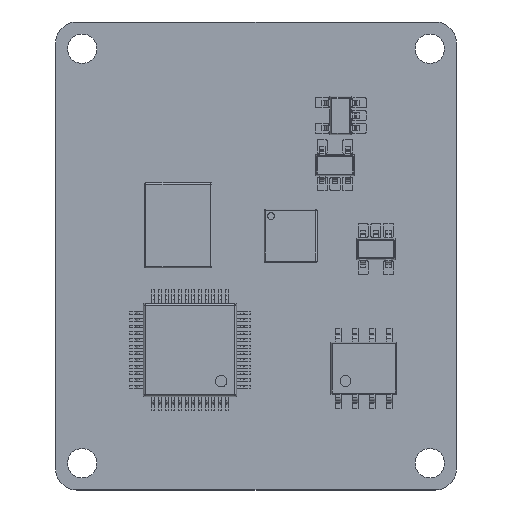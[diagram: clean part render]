
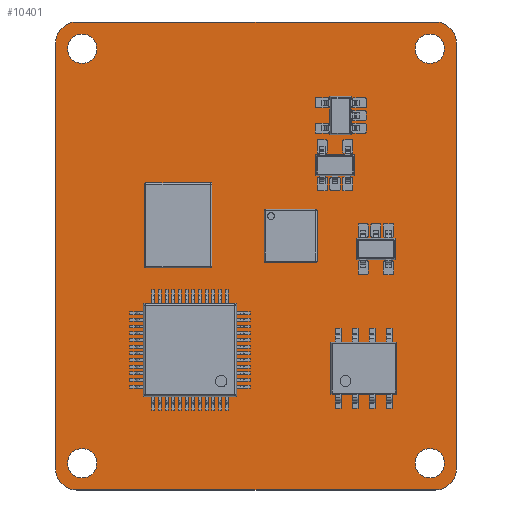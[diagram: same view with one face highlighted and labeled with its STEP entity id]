
A CAD part, top view. The second image highlights one B-rep face of the part: STEP entity #10401.
In plain terms, the highlighted planar face has unit normal (0, 0, 1).
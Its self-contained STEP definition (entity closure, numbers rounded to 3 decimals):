
#400=FACE_BOUND('',#2519,.T.);
#401=FACE_BOUND('',#2520,.T.);
#402=FACE_BOUND('',#2521,.T.);
#403=FACE_BOUND('',#2522,.T.);
#744=CIRCLE('',#11771,1.6);
#745=CIRCLE('',#11774,1.6);
#746=CIRCLE('',#11775,1.6);
#747=CIRCLE('',#11776,1.6);
#748=CIRCLE('',#11777,1.1);
#749=CIRCLE('',#11778,1.1);
#750=CIRCLE('',#11779,1.1);
#751=CIRCLE('',#11780,1.1);
#1929=FACE_OUTER_BOUND('',#2518,.T.);
#2518=EDGE_LOOP('',(#9388,#9389,#9390,#9391,#9392,#9393,#9394,#9395));
#2519=EDGE_LOOP('',(#9396));
#2520=EDGE_LOOP('',(#9397));
#2521=EDGE_LOOP('',(#9398));
#2522=EDGE_LOOP('',(#9399));
#3514=LINE('',#18905,#4508);
#3517=LINE('',#18911,#4511);
#3518=LINE('',#18915,#4512);
#3519=LINE('',#18919,#4513);
#4508=VECTOR('',#14759,10.);
#4511=VECTOR('',#14764,10.);
#4512=VECTOR('',#14767,10.);
#4513=VECTOR('',#14770,10.);
#5361=VERTEX_POINT('',#18898);
#5362=VERTEX_POINT('',#18900);
#5363=VERTEX_POINT('',#18904);
#5365=VERTEX_POINT('',#18910);
#5366=VERTEX_POINT('',#18912);
#5367=VERTEX_POINT('',#18914);
#5368=VERTEX_POINT('',#18916);
#5369=VERTEX_POINT('',#18918);
#5370=VERTEX_POINT('',#18921);
#5371=VERTEX_POINT('',#18923);
#5372=VERTEX_POINT('',#18925);
#5373=VERTEX_POINT('',#18927);
#6706=EDGE_CURVE('',#5361,#5362,#744,.T.);
#6708=EDGE_CURVE('',#5362,#5363,#3514,.T.);
#6711=EDGE_CURVE('',#5365,#5361,#3517,.T.);
#6712=EDGE_CURVE('',#5366,#5365,#745,.T.);
#6713=EDGE_CURVE('',#5367,#5366,#3518,.T.);
#6714=EDGE_CURVE('',#5368,#5367,#746,.T.);
#6715=EDGE_CURVE('',#5369,#5368,#3519,.T.);
#6716=EDGE_CURVE('',#5363,#5369,#747,.T.);
#6717=EDGE_CURVE('',#5370,#5370,#748,.T.);
#6718=EDGE_CURVE('',#5371,#5371,#749,.T.);
#6719=EDGE_CURVE('',#5372,#5372,#750,.T.);
#6720=EDGE_CURVE('',#5373,#5373,#751,.T.);
#9388=ORIENTED_EDGE('',*,*,#6706,.F.);
#9389=ORIENTED_EDGE('',*,*,#6711,.F.);
#9390=ORIENTED_EDGE('',*,*,#6712,.F.);
#9391=ORIENTED_EDGE('',*,*,#6713,.F.);
#9392=ORIENTED_EDGE('',*,*,#6714,.F.);
#9393=ORIENTED_EDGE('',*,*,#6715,.F.);
#9394=ORIENTED_EDGE('',*,*,#6716,.F.);
#9395=ORIENTED_EDGE('',*,*,#6708,.F.);
#9396=ORIENTED_EDGE('',*,*,#6717,.T.);
#9397=ORIENTED_EDGE('',*,*,#6718,.T.);
#9398=ORIENTED_EDGE('',*,*,#6719,.T.);
#9399=ORIENTED_EDGE('',*,*,#6720,.T.);
#9822=PLANE('',#11773);
#10401=ADVANCED_FACE('',(#1929,#400,#401,#402,#403),#9822,.T.);
#11771=AXIS2_PLACEMENT_3D('',#18901,#14754,#14755);
#11773=AXIS2_PLACEMENT_3D('',#18909,#14762,#14763);
#11774=AXIS2_PLACEMENT_3D('',#18913,#14765,#14766);
#11775=AXIS2_PLACEMENT_3D('',#18917,#14768,#14769);
#11776=AXIS2_PLACEMENT_3D('',#18920,#14771,#14772);
#11777=AXIS2_PLACEMENT_3D('',#18922,#14773,#14774);
#11778=AXIS2_PLACEMENT_3D('',#18924,#14775,#14776);
#11779=AXIS2_PLACEMENT_3D('',#18926,#14777,#14778);
#11780=AXIS2_PLACEMENT_3D('',#18928,#14779,#14780);
#14754=DIRECTION('center_axis',(0.,0.,-1.));
#14755=DIRECTION('ref_axis',(0.707,0.707,0.));
#14759=DIRECTION('',(0.,-1.,0.));
#14762=DIRECTION('center_axis',(0.,0.,1.));
#14763=DIRECTION('ref_axis',(1.,0.,0.));
#14764=DIRECTION('',(1.,0.,0.));
#14765=DIRECTION('center_axis',(0.,0.,-1.));
#14766=DIRECTION('ref_axis',(-0.707,0.707,0.));
#14767=DIRECTION('',(0.,1.,0.));
#14768=DIRECTION('center_axis',(0.,0.,-1.));
#14769=DIRECTION('ref_axis',(-0.707,-0.707,0.));
#14770=DIRECTION('',(-1.,0.,0.));
#14771=DIRECTION('center_axis',(0.,0.,-1.));
#14772=DIRECTION('ref_axis',(0.707,-0.707,0.));
#14773=DIRECTION('center_axis',(0.,0.,-1.));
#14774=DIRECTION('ref_axis',(1.,0.,0.));
#14775=DIRECTION('center_axis',(0.,0.,-1.));
#14776=DIRECTION('ref_axis',(1.,0.,0.));
#14777=DIRECTION('center_axis',(0.,0.,-1.));
#14778=DIRECTION('ref_axis',(1.,0.,0.));
#14779=DIRECTION('center_axis',(0.,0.,-1.));
#14780=DIRECTION('ref_axis',(1.,0.,0.));
#18898=CARTESIAN_POINT('',(13.4,17.5,0.));
#18900=CARTESIAN_POINT('',(15.,15.9,0.));
#18901=CARTESIAN_POINT('Origin',(13.4,15.9,0.));
#18904=CARTESIAN_POINT('',(15.,-15.9,0.));
#18905=CARTESIAN_POINT('',(15.,17.5,0.));
#18909=CARTESIAN_POINT('Origin',(0.,0.,0.));
#18910=CARTESIAN_POINT('',(-13.4,17.5,0.));
#18911=CARTESIAN_POINT('',(-15.,17.5,0.));
#18912=CARTESIAN_POINT('',(-15.,15.9,0.));
#18913=CARTESIAN_POINT('Origin',(-13.4,15.9,0.));
#18914=CARTESIAN_POINT('',(-15.,-15.9,0.));
#18915=CARTESIAN_POINT('',(-15.,-17.5,0.));
#18916=CARTESIAN_POINT('',(-13.4,-17.5,0.));
#18917=CARTESIAN_POINT('Origin',(-13.4,-15.9,0.));
#18918=CARTESIAN_POINT('',(13.4,-17.5,0.));
#18919=CARTESIAN_POINT('',(15.,-17.5,0.));
#18920=CARTESIAN_POINT('Origin',(13.4,-15.9,0.));
#18921=CARTESIAN_POINT('',(-14.1,15.5,0.));
#18922=CARTESIAN_POINT('Origin',(-13.,15.5,0.));
#18923=CARTESIAN_POINT('',(-14.1,-15.5,0.));
#18924=CARTESIAN_POINT('Origin',(-13.,-15.5,0.));
#18925=CARTESIAN_POINT('',(11.9,-15.5,0.));
#18926=CARTESIAN_POINT('Origin',(13.,-15.5,0.));
#18927=CARTESIAN_POINT('',(11.9,15.5,0.));
#18928=CARTESIAN_POINT('Origin',(13.,15.5,0.));
